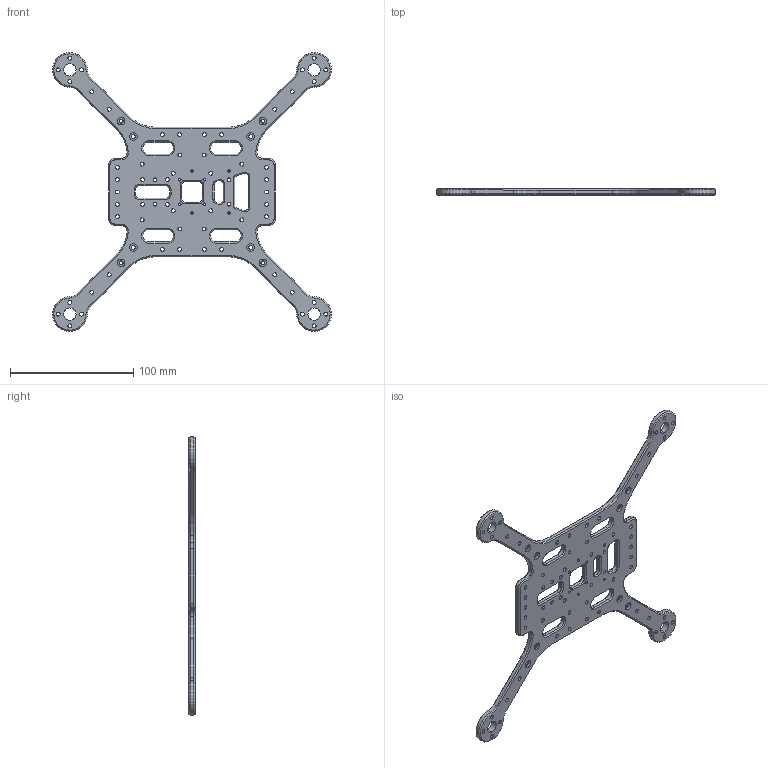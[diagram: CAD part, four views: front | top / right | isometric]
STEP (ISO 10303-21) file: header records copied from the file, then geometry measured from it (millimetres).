
FILE_DESCRIPTION (( 'STEP AP214' ), '1' );
FILE_NAME ('大飞机主机架碳板2023.10.25.STEP', '2024-01-11T14:42:34', ( '' ), ( '' ), 'SwSTEP 2.0', 'SolidWorks 2023', '' );
FILE_SCHEMA (( 'AUTOMOTIVE_DESIGN' ));
Length unit declared in the file: millimetre
Products named in the file (1): 大飞机主机架碳板2023.10.25
Bounding box: 225.99 x 5 x 225.99 mm (x, y, z)
Volume: 76752.6 mm3; surface area: 42745.6 mm2
Topology: 1 solids, 1 shells, 513 faces, 1286 edges, 795 vertices
Faces by surface type: cylinder 259, plane 142, cone 112
Entity records: 15762 total; most frequent: DIRECTION 2949, CARTESIAN_POINT 2595, ORIENTED_EDGE 2572, EDGE_CURVE 1286, AXIS2_PLACEMENT_3D 1149, VERTEX_POINT 795, EDGE_LOOP 713, VECTOR 651
